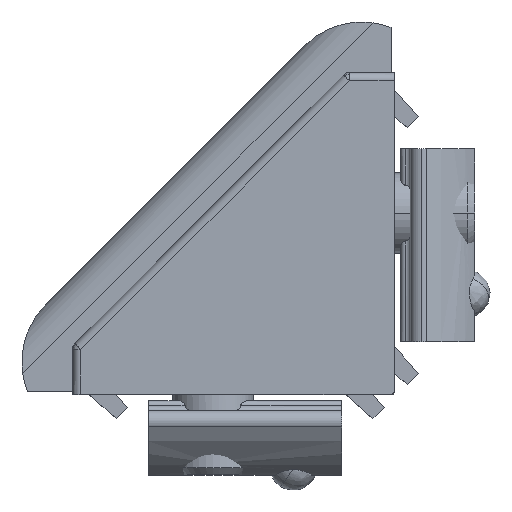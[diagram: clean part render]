
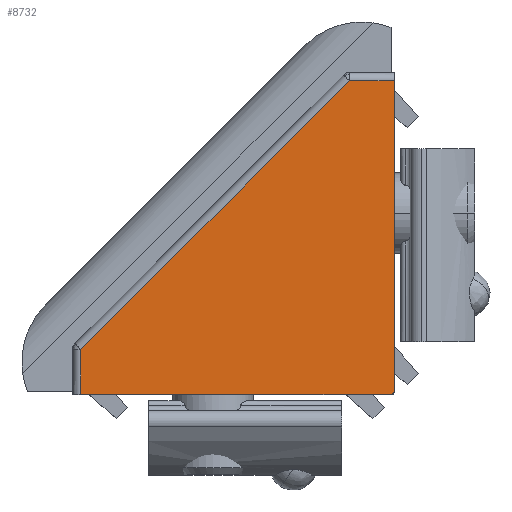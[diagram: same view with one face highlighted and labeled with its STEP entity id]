
A CAD part, top view. The second image highlights one B-rep face of the part: STEP entity #8732.
In plain terms, the highlighted planar face has unit normal (0, 0, 1).
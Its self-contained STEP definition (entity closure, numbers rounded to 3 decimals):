
#41 = CARTESIAN_POINT ( 'NONE',  ( -19.5, 20., 8.5 ) ) ;
#211 = ORIENTED_EDGE ( 'NONE', *, *, #11334, .T. ) ;
#229 = CARTESIAN_POINT ( 'NONE',  ( 0., 0., 8.5 ) ) ;
#854 = LINE ( 'NONE', #229, #4380 ) ;
#1901 = CARTESIAN_POINT ( 'NONE',  ( 0., 19.5, 8.5 ) ) ;
#2480 = EDGE_CURVE ( 'NONE', #8661, #10569, #9870, .T. ) ;
#2718 = VERTEX_POINT ( 'NONE', #11837 ) ;
#2741 = VECTOR ( 'NONE', #8698, 1000. ) ;
#2941 = EDGE_CURVE ( 'NONE', #11312, #4221, #854, .T. ) ;
#3303 = CARTESIAN_POINT ( 'NONE',  ( 0., 20., 8.5 ) ) ;
#3509 = ORIENTED_EDGE ( 'NONE', *, *, #2941, .T. ) ;
#3752 = VECTOR ( 'NONE', #6502, 1000. ) ;
#4118 = ORIENTED_EDGE ( 'NONE', *, *, #4495, .T. ) ;
#4221 = VERTEX_POINT ( 'NONE', #7454 ) ;
#4380 = VECTOR ( 'NONE', #10959, 1000. ) ;
#4467 = ORIENTED_EDGE ( 'NONE', *, *, #15998, .T. ) ;
#4495 = EDGE_CURVE ( 'NONE', #10569, #11312, #16610, .T. ) ;
#4646 = DIRECTION ( 'NONE',  ( 1., 0., 0. ) ) ;
#5309 = DIRECTION ( 'NONE',  ( 0., 1., 0. ) ) ;
#5712 = AXIS2_PLACEMENT_3D ( 'NONE', #3303, #12695, #4646 ) ;
#6334 = CARTESIAN_POINT ( 'NONE',  ( -0.2, 0.2, 8.5 ) ) ;
#6502 = DIRECTION ( 'NONE',  ( -1., 0., 0. ) ) ;
#7356 = CARTESIAN_POINT ( 'NONE',  ( -2.793, 19.5, 8.5 ) ) ;
#7368 = LINE ( 'NONE', #11831, #3752 ) ;
#7454 = CARTESIAN_POINT ( 'NONE',  ( -0.2, 0., 8.5 ) ) ;
#7688 = DIRECTION ( 'NONE',  ( -1., 0., 0. ) ) ;
#8396 = EDGE_LOOP ( 'NONE', ( #10735, #4118, #3509, #16245, #211, #4467 ) ) ;
#8459 = CARTESIAN_POINT ( 'NONE',  ( -2.793, 19.5, 8.5 ) ) ;
#8661 = VERTEX_POINT ( 'NONE', #8459 ) ;
#8662 = FACE_OUTER_BOUND ( 'NONE', #8396, .T. ) ;
#8698 = DIRECTION ( 'NONE',  ( -0.707, -0.707, 0. ) ) ;
#8732 = ADVANCED_FACE ( 'NONE', ( #8662 ), #12633, .T. ) ;
#9148 = VERTEX_POINT ( 'NONE', #1901 ) ;
#9416 = DIRECTION ( 'NONE',  ( 0., -1., 0. ) ) ;
#9532 = VECTOR ( 'NONE', #9416, 1000. ) ;
#9870 = LINE ( 'NONE', #7356, #2741 ) ;
#10569 = VERTEX_POINT ( 'NONE', #11468 ) ;
#10735 = ORIENTED_EDGE ( 'NONE', *, *, #2480, .T. ) ;
#10959 = DIRECTION ( 'NONE',  ( 1., 0., 0. ) ) ;
#11312 = VERTEX_POINT ( 'NONE', #13325 ) ;
#11334 = EDGE_CURVE ( 'NONE', #2718, #9148, #13244, .T. ) ;
#11468 = CARTESIAN_POINT ( 'NONE',  ( -19.5, 2.793, 8.5 ) ) ;
#11831 = CARTESIAN_POINT ( 'NONE',  ( 0., 19.5, 8.5 ) ) ;
#11837 = CARTESIAN_POINT ( 'NONE',  ( 0., 0.2, 8.5 ) ) ;
#12633 = PLANE ( 'NONE',  #5712 ) ;
#12695 = DIRECTION ( 'NONE',  ( 0., 0., 1. ) ) ;
#13244 = LINE ( 'NONE', #14669, #16345 ) ;
#13325 = CARTESIAN_POINT ( 'NONE',  ( -19.5, 0., 8.5 ) ) ;
#13408 = AXIS2_PLACEMENT_3D ( 'NONE', #6334, #15637, #7688 ) ;
#14669 = CARTESIAN_POINT ( 'NONE',  ( 0., 20., 8.5 ) ) ;
#15637 = DIRECTION ( 'NONE',  ( 0., 0., -1. ) ) ;
#15998 = EDGE_CURVE ( 'NONE', #9148, #8661, #7368, .T. ) ;
#16015 = CIRCLE ( 'NONE', #13408, 0.2 ) ;
#16245 = ORIENTED_EDGE ( 'NONE', *, *, #17064, .F. ) ;
#16345 = VECTOR ( 'NONE', #5309, 1000. ) ;
#16610 = LINE ( 'NONE', #41, #9532 ) ;
#17064 = EDGE_CURVE ( 'NONE', #2718, #4221, #16015, .T. ) ;
